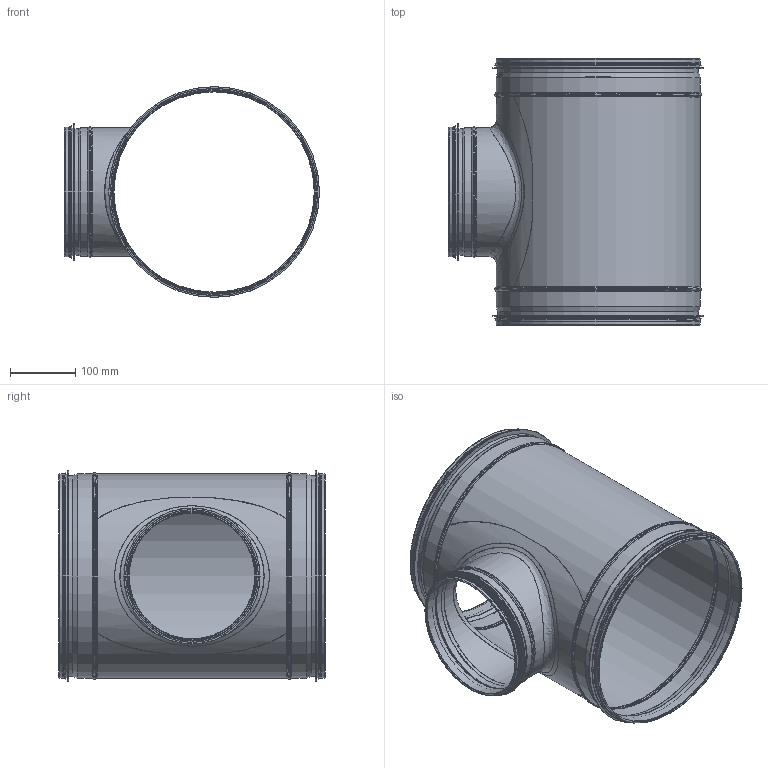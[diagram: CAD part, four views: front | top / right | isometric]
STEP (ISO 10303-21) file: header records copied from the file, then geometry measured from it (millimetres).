
FILE_DESCRIPTION((''),'2;1');
FILE_NAME('HTK_315-200.stp','2014-02-20T15:51:05',(''),(''),'Autodesk Inventor 2013','Autodesk Inventor 2013','');
FILE_SCHEMA(('AUTOMOTIVE_DESIGN { 1 2 10303 214 0 1 1 1 }'));
Length unit declared in the file: millimetre
Products named in the file (6): HTK_315-200; HTKRörämne_315-200; 999008; HPS_315-200; HPSRörämne_315-200; 999006
Assembly tree (6 placements, depth 3):
  HTK_315-200
    HTKRörämne_315-200
    999008  x2
    HPS_315-200
      HPSRörämne_315-200
      999006
Bounding box: 392.22 x 409.99 x 324.25 mm (x, y, z)
Volume: 332377.3 mm3; surface area: 1089674 mm2
Topology: 5 solids, 5 shells, 150 faces, 297 edges, 167 vertices
Faces by surface type: cylinder 51, torus 51, cone 24, plane 22, bspline 2
Full cylindrical faces by diameter (mm): 193.15 x1, 194.15 x1, 195.35 x1, 196.95 x1, 197.95 x6, 198.95 x1, 204.35 x1, 209.35 x1, 308.05 x2, 309.05 x2, 310.25 x2, 312.85 x11, 313.85 x5, 319.25 x2, 324.25 x2
Entity records: 4029 total; most frequent: CARTESIAN_POINT 1351, DIRECTION 542, ORIENTED_EDGE 328, AXIS2_PLACEMENT_3D 265, EDGE_LOOP 246, EDGE_CURVE 164, VERTEX_POINT 146, STYLED_ITEM 135
